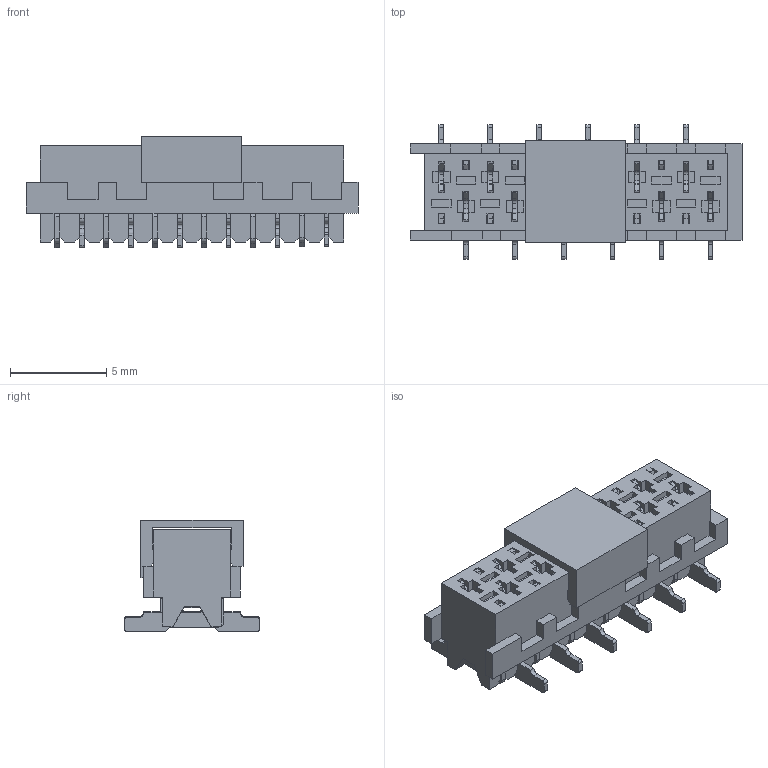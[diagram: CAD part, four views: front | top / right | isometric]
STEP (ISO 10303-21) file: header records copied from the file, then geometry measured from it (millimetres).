
FILE_DESCRIPTION(/* description */ ('Unknown'),/* implementation_level */ '2;1');
FILE_NAME(/* name */ 'J_Wurth_WR-MM_690367281276',/* time_stamp */ '2025-05-08T09:28:44+08:00',/* author */ ('Unknown'),/* organization */ ('Unknown'),/* preprocessor_version */ 'ST-DEVELOPER v19.4',/* originating_system */ 'Solid Edge',/* authorisation */ 'Unknown');
FILE_SCHEMA (('AUTOMOTIVE_DESIGN {1 0 10303 214 3 1 1}'));
Length unit declared in the file: millimetre
Products named in the file (2): J_Wurth_WR-MM_690367281276
Assembly tree (1 placements, depth 2):
  J_Wurth_WR-MM_690367281276
    J_Wurth_WR-MM_690367281276
Bounding box: 17.24 x 7 x 5.8 mm (x, y, z)
Volume: 297.6 mm3; surface area: 1034.9 mm2
Topology: 1 solids, 1 shells, 1145 faces, 3416 edges, 2181 vertices
Faces by surface type: plane 943, cylinder 202
Entity records: 46138 total; most frequent: ORIENTED_EDGE 6832, CARTESIAN_POINT 6744, DIRECTION 6226, EDGE_CURVE 3416, LINE 2900, VECTOR 2900, VERTEX_POINT 2181, AXIS2_PLACEMENT_3D 1663
